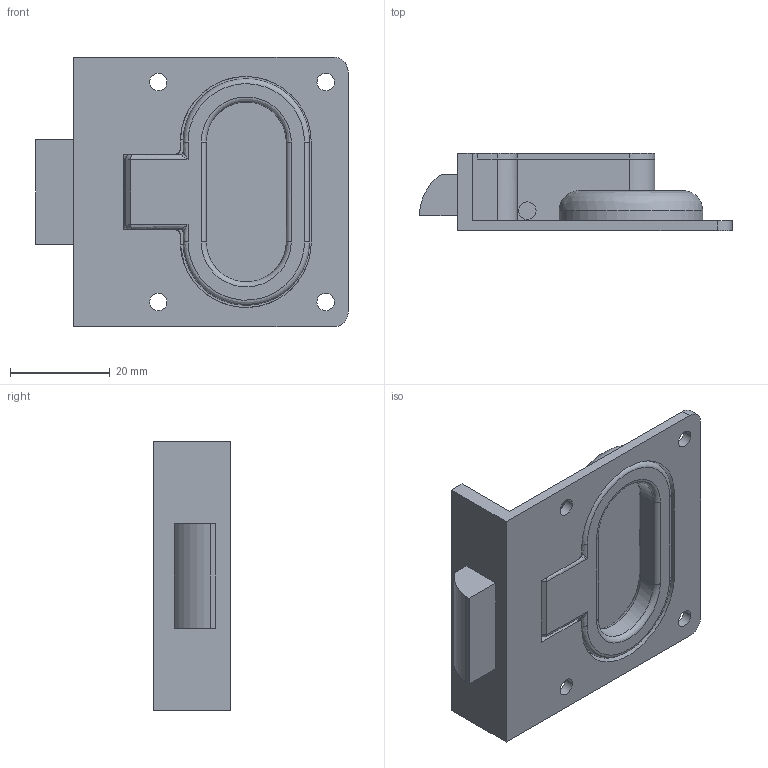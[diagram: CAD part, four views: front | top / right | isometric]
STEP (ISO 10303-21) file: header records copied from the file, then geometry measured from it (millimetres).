
FILE_DESCRIPTION((''),'2;1');
FILE_NAME('','2005-07-15T16:24:43',(''),(''),'','CADfix','');
FILE_SCHEMA(('AUTOMOTIVE_DESIGN'));
Length unit declared in the file: millimetre
Products named in the file (7): screw; shaft; pull; latch; cover; base; TL_299_7249_36
Assembly tree (9 placements, depth 2):
  TL_299_7249_36
    screw  x4
    shaft
    pull
    latch
    cover
    base
Bounding box: 62.5 x 15.5 x 54 mm (x, y, z)
Volume: 22462.2 mm3; surface area: 17793.5 mm2
Topology: 9 solids, 9 shells, 288 faces, 839 edges, 576 vertices
Faces by surface type: bspline 288
Entity records: 7986 total; most frequent: CARTESIAN_POINT 4303, ORIENTED_EDGE 1254, EDGE_CURVE 627, VERTEX_POINT 432, QUASI_UNIFORM_CURVE 322, EDGE_LOOP 245, FACE_OUTER_BOUND 213, ADVANCED_FACE 213
